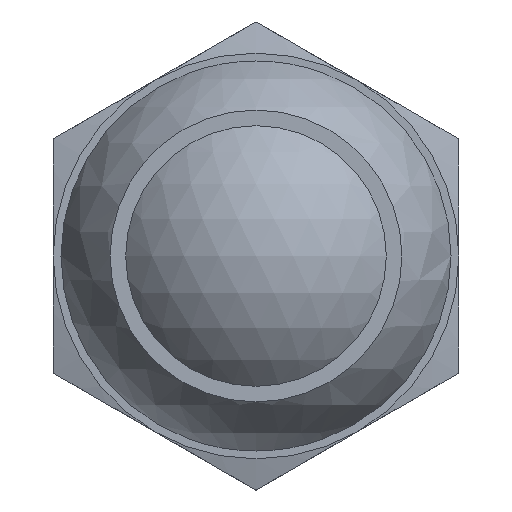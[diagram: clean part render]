
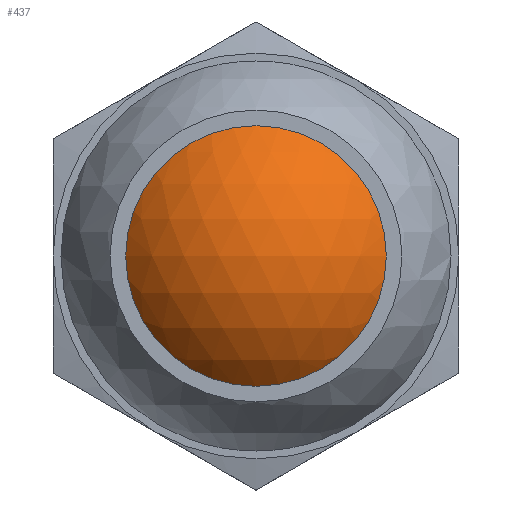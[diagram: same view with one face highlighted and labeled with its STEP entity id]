
A CAD part, left-side view. The second image highlights one B-rep face of the part: STEP entity #437.
In plain terms, the highlighted spherical face has radius 5.362 mm.
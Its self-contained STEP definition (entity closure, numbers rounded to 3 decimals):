
#16=SPHERICAL_SURFACE('',#492,5.362);
#105=FACE_OUTER_BOUND('',#139,.T.);
#139=EDGE_LOOP('',(#385));
#176=CIRCLE('',#493,4.177);
#228=VERTEX_POINT('',#777);
#286=EDGE_CURVE('',#228,#228,#176,.T.);
#385=ORIENTED_EDGE('',*,*,#286,.F.);
#437=ADVANCED_FACE('',(#105),#16,.T.);
#492=AXIS2_PLACEMENT_3D('',#776,#615,#616);
#493=AXIS2_PLACEMENT_3D('',#778,#617,#618);
#615=DIRECTION('center_axis',(0.,0.,1.));
#616=DIRECTION('ref_axis',(1.,0.,0.));
#617=DIRECTION('center_axis',(1.,0.,0.));
#618=DIRECTION('ref_axis',(0.,0.,-1.));
#776=CARTESIAN_POINT('Origin',(-9.638,0.,0.));
#777=CARTESIAN_POINT('',(-13.,4.177,0.));
#778=CARTESIAN_POINT('Origin',(-13.,0.,0.));
